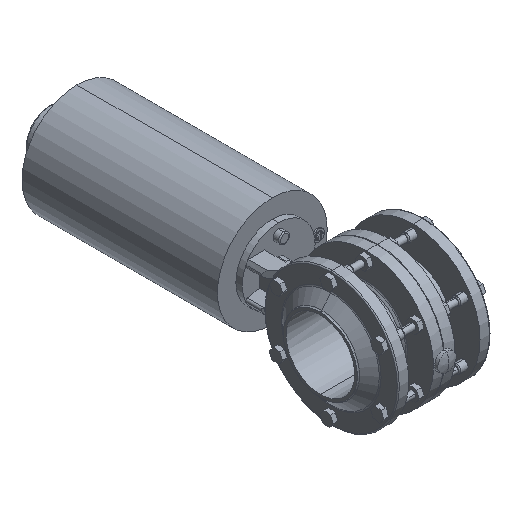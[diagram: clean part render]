
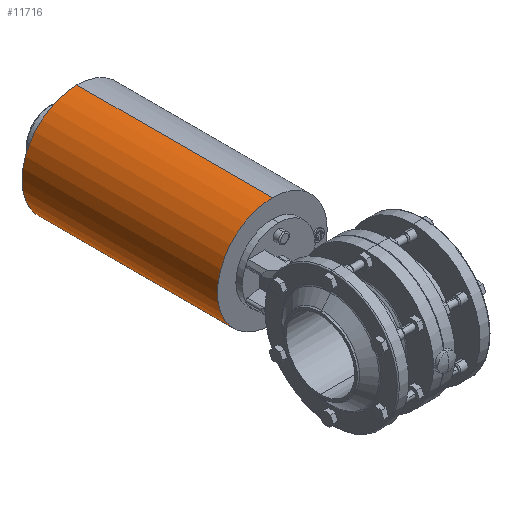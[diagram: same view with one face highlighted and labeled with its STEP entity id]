
A CAD part, isometric view. The second image highlights one B-rep face of the part: STEP entity #11716.
In plain terms, the highlighted cylindrical face has radius 52 mm (diameter 104 mm), a partial arc.
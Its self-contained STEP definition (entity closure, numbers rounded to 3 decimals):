
#257 = AXIS2_PLACEMENT_3D ( 'NONE', #14730, #9172, #5608 ) ;
#1058 = VERTEX_POINT ( 'NONE', #15268 ) ;
#1300 = EDGE_CURVE ( 'NONE', #12733, #4099, #13973, .T. ) ;
#1434 = DIRECTION ( 'NONE',  ( 0., -1., 0. ) ) ;
#2392 = EDGE_CURVE ( 'NONE', #1058, #4099, #15702, .T. ) ;
#2466 = CARTESIAN_POINT ( 'NONE',  ( 0., 284.5, 0. ) ) ;
#2766 = LINE ( 'NONE', #8086, #6651 ) ;
#3269 = ORIENTED_EDGE ( 'NONE', *, *, #1300, .T. ) ;
#3326 = DIRECTION ( 'NONE',  ( 0., -1., 0. ) ) ;
#4099 = VERTEX_POINT ( 'NONE', #15816 ) ;
#4306 = DIRECTION ( 'NONE',  ( 0., -1., 0. ) ) ;
#5218 = DIRECTION ( 'NONE',  ( 0., 1., 0. ) ) ;
#5608 = DIRECTION ( 'NONE',  ( 0., 0., 1. ) ) ;
#5979 = FACE_OUTER_BOUND ( 'NONE', #7361, .T. ) ;
#6318 = CARTESIAN_POINT ( 'NONE',  ( 0., 284.5, -52. ) ) ;
#6651 = VECTOR ( 'NONE', #4306, 1000. ) ;
#7085 = ORIENTED_EDGE ( 'NONE', *, *, #12797, .F. ) ;
#7201 = VERTEX_POINT ( 'NONE', #6318 ) ;
#7361 = EDGE_LOOP ( 'NONE', ( #14765, #7085, #9731, #3269 ) ) ;
#7703 = DIRECTION ( 'NONE',  ( 0., 0., 1. ) ) ;
#8086 = CARTESIAN_POINT ( 'NONE',  ( 0., 284.5, -52. ) ) ;
#9172 = DIRECTION ( 'NONE',  ( 0., 1., 0. ) ) ;
#9731 = ORIENTED_EDGE ( 'NONE', *, *, #13573, .T. ) ;
#11239 = CYLINDRICAL_SURFACE ( 'NONE', #15783, 52. ) ;
#11269 = VECTOR ( 'NONE', #1434, 1000. ) ;
#11716 = ADVANCED_FACE ( 'NONE', ( #5979 ), #11239, .T. ) ;
#12733 = VERTEX_POINT ( 'NONE', #15780 ) ;
#12797 = EDGE_CURVE ( 'NONE', #7201, #1058, #14133, .T. ) ;
#13573 = EDGE_CURVE ( 'NONE', #7201, #12733, #2766, .T. ) ;
#13574 = AXIS2_PLACEMENT_3D ( 'NONE', #2466, #5218, #7703 ) ;
#13973 = CIRCLE ( 'NONE', #257, 52. ) ;
#13985 = DIRECTION ( 'NONE',  ( 0., 0., -1. ) ) ;
#14133 = CIRCLE ( 'NONE', #13574, 52. ) ;
#14730 = CARTESIAN_POINT ( 'NONE',  ( 0., 99.5, 0. ) ) ;
#14765 = ORIENTED_EDGE ( 'NONE', *, *, #2392, .F. ) ;
#15268 = CARTESIAN_POINT ( 'NONE',  ( 0., 284.5, 52. ) ) ;
#15702 = LINE ( 'NONE', #15867, #11269 ) ;
#15780 = CARTESIAN_POINT ( 'NONE',  ( 0., 99.5, -52. ) ) ;
#15783 = AXIS2_PLACEMENT_3D ( 'NONE', #16727, #3326, #13985 ) ;
#15816 = CARTESIAN_POINT ( 'NONE',  ( 0., 99.5, 52. ) ) ;
#15867 = CARTESIAN_POINT ( 'NONE',  ( 0., 284.5, 52. ) ) ;
#16727 = CARTESIAN_POINT ( 'NONE',  ( 0., 284.5, 0. ) ) ;
